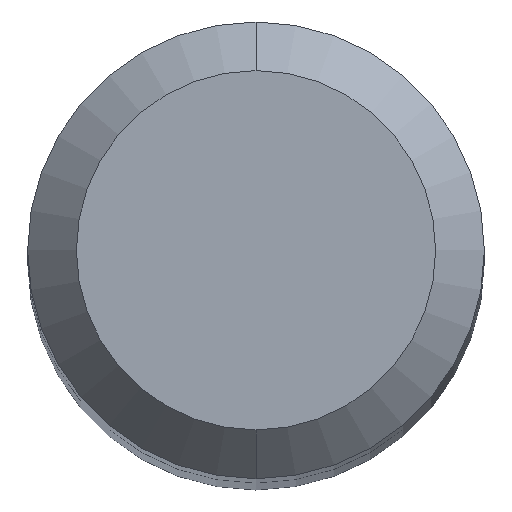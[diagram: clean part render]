
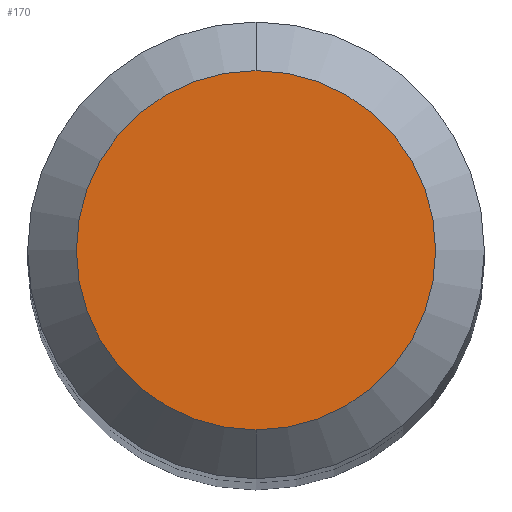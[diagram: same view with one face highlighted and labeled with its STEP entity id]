
A CAD part, top view. The second image highlights one B-rep face of the part: STEP entity #170.
In plain terms, the highlighted planar face has unit normal (0, 0, 1).
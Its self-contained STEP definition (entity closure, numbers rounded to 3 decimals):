
#12 = PLANE ( 'NONE',  #117 ) ;
#18 = CARTESIAN_POINT ( 'NONE',  ( 0., 0., 109. ) ) ;
#30 = CIRCLE ( 'NONE', #308, 2.95 ) ;
#35 = FACE_OUTER_BOUND ( 'NONE', #104, .T. ) ;
#81 = EDGE_CURVE ( 'NONE', #143, #233, #30, .T. ) ;
#85 = DIRECTION ( 'NONE',  ( 0., 0., -1. ) ) ;
#99 = DIRECTION ( 'NONE',  ( 0., 1., 0. ) ) ;
#104 = EDGE_LOOP ( 'NONE', ( #211, #209 ) ) ;
#113 = AXIS2_PLACEMENT_3D ( 'NONE', #18, #151, #99 ) ;
#117 = AXIS2_PLACEMENT_3D ( 'NONE', #120, #321, #304 ) ;
#120 = CARTESIAN_POINT ( 'NONE',  ( 0., 0., 109. ) ) ;
#139 = CARTESIAN_POINT ( 'NONE',  ( 0., 0., 109. ) ) ;
#143 = VERTEX_POINT ( 'NONE', #261 ) ;
#151 = DIRECTION ( 'NONE',  ( 0., 0., -1. ) ) ;
#170 = ADVANCED_FACE ( 'NONE', ( #35 ), #12, .F. ) ;
#209 = ORIENTED_EDGE ( 'NONE', *, *, #283, .F. ) ;
#211 = ORIENTED_EDGE ( 'NONE', *, *, #81, .F. ) ;
#233 = VERTEX_POINT ( 'NONE', #253 ) ;
#236 = DIRECTION ( 'NONE',  ( 0., 1., 0. ) ) ;
#253 = CARTESIAN_POINT ( 'NONE',  ( 0., -2.95, 109. ) ) ;
#261 = CARTESIAN_POINT ( 'NONE',  ( 0., 2.95, 109. ) ) ;
#281 = CIRCLE ( 'NONE', #113, 2.95 ) ;
#283 = EDGE_CURVE ( 'NONE', #233, #143, #281, .T. ) ;
#304 = DIRECTION ( 'NONE',  ( 0., 1., 0. ) ) ;
#308 = AXIS2_PLACEMENT_3D ( 'NONE', #139, #85, #236 ) ;
#321 = DIRECTION ( 'NONE',  ( 0., 0., -1. ) ) ;
